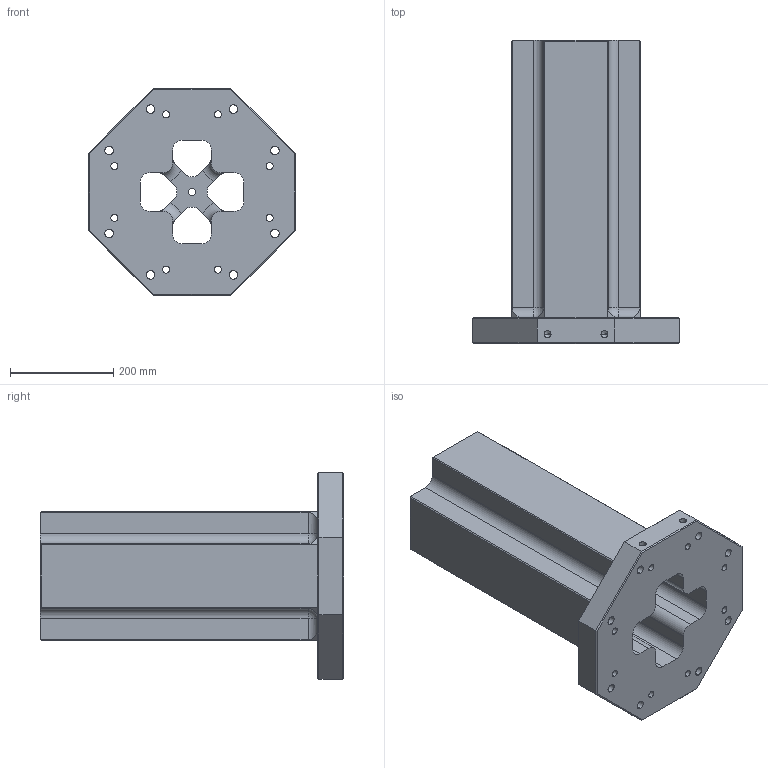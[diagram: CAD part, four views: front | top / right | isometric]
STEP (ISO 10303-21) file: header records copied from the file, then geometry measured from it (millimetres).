
FILE_DESCRIPTION (( 'STEP AP214' ), '1' );
FILE_NAME ('05-0304.STEP', '2024-02-09T18:13:58', ( '' ), ( '' ), 'SwSTEP 2.0', 'SolidWorks 2022', '' );
FILE_SCHEMA (( 'AUTOMOTIVE_DESIGN' ));
Length unit declared in the file: millimetre
Products named in the file (1): 05-0304
Bounding box: 400 x 586.5 x 400 mm (x, y, z)
Volume: 17668726.4 mm3; surface area: 1252171.3 mm2
Topology: 1 solids, 1 shells, 203 faces, 547 edges, 329 vertices
Faces by surface type: cylinder 101, plane 72, cone 22, sphere 4, torus 4
Entity records: 7693 total; most frequent: CARTESIAN_POINT 1230, DIRECTION 1079, ORIENTED_EDGE 1042, EDGE_CURVE 521, AXIS2_PLACEMENT_3D 386, VERTEX_POINT 329, LINE 307, VECTOR 307
